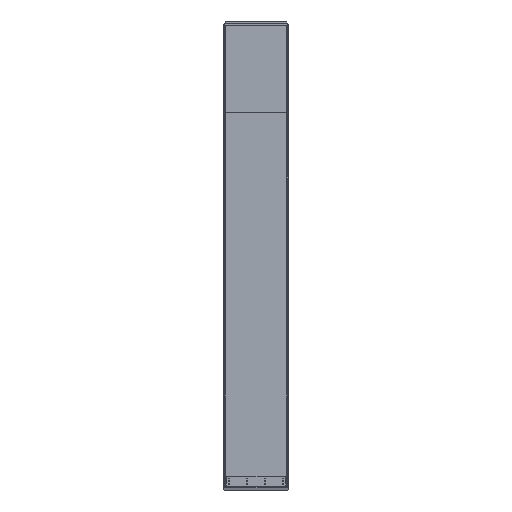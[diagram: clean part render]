
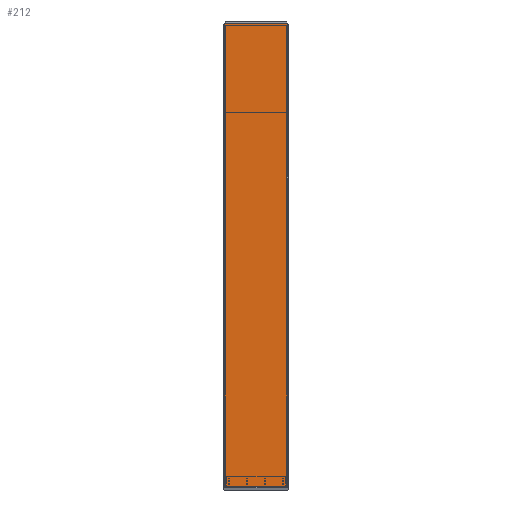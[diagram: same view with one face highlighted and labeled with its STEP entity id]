
A CAD part, left-side view. The second image highlights one B-rep face of the part: STEP entity #212.
In plain terms, the highlighted planar face has unit normal (-1, 0, 0).
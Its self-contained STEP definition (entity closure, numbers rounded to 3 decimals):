
#212=ADVANCED_FACE('',(#870),#871,.T.);
#870=FACE_OUTER_BOUND('',#2202,.T.);
#871=PLANE('',#2203);
#2202=EDGE_LOOP('',(#3659,#3660,#3661,#3662));
#2203=AXIS2_PLACEMENT_3D('',#3663,#3664,#3665);
#3659=ORIENTED_EDGE('',*,*,#8690,.T.);
#3660=ORIENTED_EDGE('',*,*,#8714,.F.);
#3661=ORIENTED_EDGE('',*,*,#8715,.T.);
#3662=ORIENTED_EDGE('',*,*,#8712,.T.);
#3663=CARTESIAN_POINT('',(-447.5,-173.,0.));
#3664=DIRECTION('',(-1.0,0.,0.));
#3665=DIRECTION('',(0.,0.,-1.0));
#8690=EDGE_CURVE('',#10412,#10424,#10426,.T.);
#8712=EDGE_CURVE('',#10461,#10412,#10462,.T.);
#8714=EDGE_CURVE('',#10464,#10424,#10465,.T.);
#8715=EDGE_CURVE('',#10464,#10461,#10466,.T.);
#10412=VERTEX_POINT('',#13266);
#10424=VERTEX_POINT('',#13281);
#10426=LINE('',#13283,#13284);
#10461=VERTEX_POINT('',#13338);
#10462=LINE('',#13339,#13340);
#10464=VERTEX_POINT('',#13342);
#10465=LINE('',#13343,#13344);
#10466=LINE('',#13345,#13346);
#13266=CARTESIAN_POINT('',(-447.5,-173.,712.));
#13281=CARTESIAN_POINT('',(-447.5,-77.,712.));
#13283=CARTESIAN_POINT('',(-447.5,-77.,712.));
#13284=VECTOR('',#17444,10.0);
#13338=CARTESIAN_POINT('',(-447.5,-173.,0.));
#13339=CARTESIAN_POINT('',(-447.5,-173.,0.));
#13340=VECTOR('',#17470,10.0);
#13342=CARTESIAN_POINT('',(-447.5,-77.,0.));
#13343=CARTESIAN_POINT('',(-447.5,-77.,0.));
#13344=VECTOR('',#17474,10.0);
#13345=CARTESIAN_POINT('',(-447.5,-77.,0.));
#13346=VECTOR('',#17475,10.0);
#17444=DIRECTION('',(0.,1.0,0.));
#17470=DIRECTION('',(0.,0.,1.0));
#17474=DIRECTION('',(0.,0.,1.0));
#17475=DIRECTION('',(0.,-1.0,0.));
